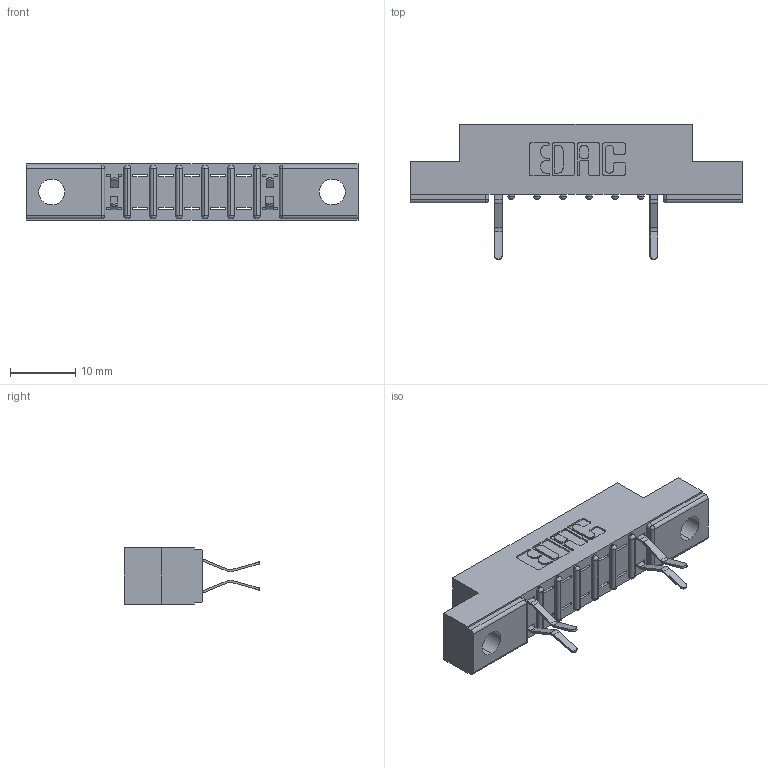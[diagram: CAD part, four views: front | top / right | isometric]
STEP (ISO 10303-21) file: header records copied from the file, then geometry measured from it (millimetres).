
FILE_DESCRIPTION (( 'STEP AP203' ), '1' );
FILE_NAME ('307-014-560-202.STEP', '2018-08-03T01:40:58', ( '' ), ( '' ), 'SwSTEP 2.0', 'SolidWorks 2016', '' );
FILE_SCHEMA (( 'CONFIG_CONTROL_DESIGN' ));
Length unit declared in the file: inch
Products named in the file (3): 307 Part_.128 Dia Mounting Holes; 307-290-001_560; 307-014-560-202
Assembly tree (5 placements, depth 2):
  307-014-560-202
    307 Part_.128 Dia Mounting Holes
    307-290-001_560  x4
Bounding box: 50.75 x 20.73 x 8.71 mm (x, y, z)
Volume: 3108.9 mm3; surface area: 3821.3 mm2
Topology: 5 solids, 5 shells, 426 faces, 1211 edges, 778 vertices
Faces by surface type: plane 262, cylinder 148, sphere 16
Entity records: 10326 total; most frequent: CARTESIAN_POINT 1741, ORIENTED_EDGE 1730, DIRECTION 1711, EDGE_CURVE 865, LINE 647, VECTOR 647, VERTEX_POINT 562, AXIS2_PLACEMENT_3D 532
